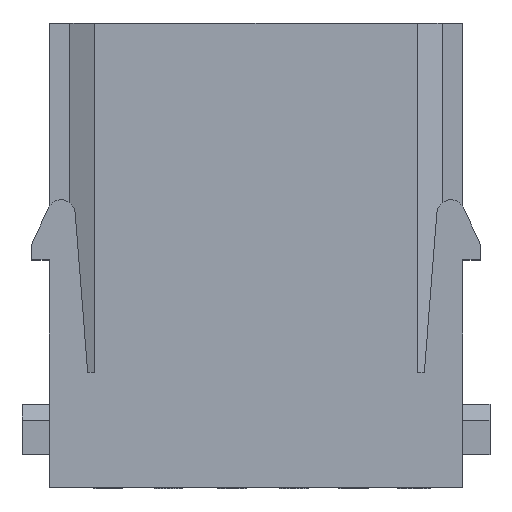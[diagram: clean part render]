
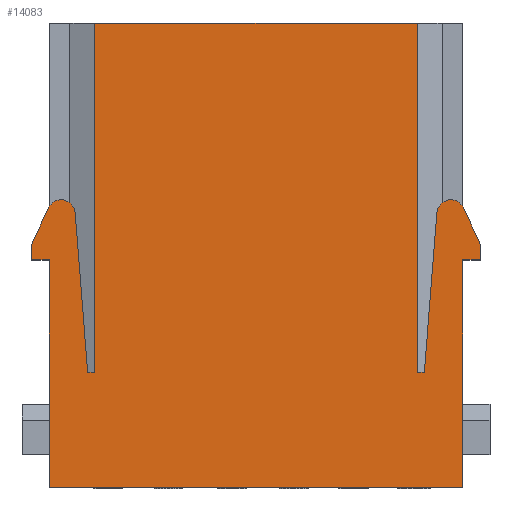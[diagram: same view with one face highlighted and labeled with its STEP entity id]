
A CAD part, top view. The second image highlights one B-rep face of the part: STEP entity #14083.
In plain terms, the highlighted planar face has unit normal (0, 0, 1).
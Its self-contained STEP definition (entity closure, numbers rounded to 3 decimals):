
#3047=DIRECTION('',(-1.,0.,0.));
#3048=VECTOR('',#3047,23.6);
#3049=CARTESIAN_POINT('',(11.8,33.9,7.3));
#3050=LINE('',#3049,#3048);
#3297=DIRECTION('',(0.,-1.,0.));
#3298=VECTOR('',#3297,25.5);
#3299=CARTESIAN_POINT('',(11.8,33.9,7.3));
#3300=LINE('',#3299,#3298);
#3301=DIRECTION('',(-1.,0.,0.));
#3302=VECTOR('',#3301,0.5);
#3303=CARTESIAN_POINT('',(12.3,8.4,7.3));
#3304=LINE('',#3303,#3302);
#3305=DIRECTION('',(-0.078,-0.997,0.));
#3306=VECTOR('',#3305,11.696);
#3307=CARTESIAN_POINT('',(13.218,20.06,7.3));
#3308=LINE('',#3307,#3306);
#3309=CARTESIAN_POINT('',(14.235,19.98,7.3));
#3310=DIRECTION('',(0.,0.,-1.));
#3311=DIRECTION('',(-0.997,0.078,0.));
#3312=AXIS2_PLACEMENT_3D('',#3309,#3310,#3311);
#3314=DIRECTION('',(0.423,-0.906,0.));
#3315=VECTOR('',#3314,2.936);
#3316=CARTESIAN_POINT('',(15.159,20.411,7.3));
#3317=LINE('',#3316,#3315);
#3318=DIRECTION('',(0.,-1.,0.));
#3319=VECTOR('',#3318,1.15);
#3320=CARTESIAN_POINT('',(16.4,17.75,7.3));
#3321=LINE('',#3320,#3319);
#3322=DIRECTION('',(-1.,0.,0.));
#3323=VECTOR('',#3322,1.3);
#3324=CARTESIAN_POINT('',(16.4,16.6,7.3));
#3325=LINE('',#3324,#3323);
#3326=DIRECTION('',(0.,1.,0.));
#3327=VECTOR('',#3326,16.6);
#3328=CARTESIAN_POINT('',(15.1,0.,7.3));
#3329=LINE('',#3328,#3327);
#3330=DIRECTION('',(-1.,0.,0.));
#3331=VECTOR('',#3330,30.2);
#3332=CARTESIAN_POINT('',(15.1,0.,7.3));
#3333=LINE('',#3332,#3331);
#3334=DIRECTION('',(0.,1.,0.));
#3335=VECTOR('',#3334,16.6);
#3336=CARTESIAN_POINT('',(-15.1,0.,7.3));
#3337=LINE('',#3336,#3335);
#3338=DIRECTION('',(1.,0.,0.));
#3339=VECTOR('',#3338,1.3);
#3340=CARTESIAN_POINT('',(-16.4,16.6,7.3));
#3341=LINE('',#3340,#3339);
#3342=DIRECTION('',(0.,-1.,0.));
#3343=VECTOR('',#3342,1.15);
#3344=CARTESIAN_POINT('',(-16.4,17.75,7.3));
#3345=LINE('',#3344,#3343);
#3346=DIRECTION('',(-0.423,-0.906,0.));
#3347=VECTOR('',#3346,2.936);
#3348=CARTESIAN_POINT('',(-15.159,20.411,7.3));
#3349=LINE('',#3348,#3347);
#3350=CARTESIAN_POINT('',(-14.235,19.98,7.3));
#3351=DIRECTION('',(0.,0.,1.));
#3352=DIRECTION('',(0.997,0.078,0.));
#3353=AXIS2_PLACEMENT_3D('',#3350,#3351,#3352);
#3355=DIRECTION('',(0.078,-0.997,0.));
#3356=VECTOR('',#3355,11.696);
#3357=CARTESIAN_POINT('',(-13.218,20.06,7.3));
#3358=LINE('',#3357,#3356);
#3359=DIRECTION('',(1.,0.,0.));
#3360=VECTOR('',#3359,0.5);
#3361=CARTESIAN_POINT('',(-12.3,8.4,7.3));
#3362=LINE('',#3361,#3360);
#3363=DIRECTION('',(0.,-1.,0.));
#3364=VECTOR('',#3363,25.5);
#3365=CARTESIAN_POINT('',(-11.8,33.9,7.3));
#3366=LINE('',#3365,#3364);
#9470=CARTESIAN_POINT('',(-16.4,17.75,7.3));
#9471=CARTESIAN_POINT('',(-16.4,16.6,7.3));
#9472=VERTEX_POINT('',#9470);
#9473=VERTEX_POINT('',#9471);
#9474=CARTESIAN_POINT('',(-15.1,0.,7.3));
#9475=CARTESIAN_POINT('',(-15.1,16.6,7.3));
#9476=VERTEX_POINT('',#9474);
#9477=VERTEX_POINT('',#9475);
#9478=CARTESIAN_POINT('',(-12.3,8.4,7.3));
#9479=CARTESIAN_POINT('',(-11.8,8.4,7.3));
#9480=VERTEX_POINT('',#9478);
#9481=VERTEX_POINT('',#9479);
#9482=CARTESIAN_POINT('',(-13.218,20.06,7.3));
#9483=CARTESIAN_POINT('',(-15.159,20.411,7.3));
#9484=VERTEX_POINT('',#9482);
#9485=VERTEX_POINT('',#9483);
#9488=CARTESIAN_POINT('',(-11.8,33.9,7.3));
#9489=VERTEX_POINT('',#9488);
#9506=CARTESIAN_POINT('',(16.4,17.75,7.3));
#9507=CARTESIAN_POINT('',(16.4,16.6,7.3));
#9508=VERTEX_POINT('',#9506);
#9509=VERTEX_POINT('',#9507);
#9510=CARTESIAN_POINT('',(15.1,0.,7.3));
#9511=CARTESIAN_POINT('',(15.1,16.6,7.3));
#9512=VERTEX_POINT('',#9510);
#9513=VERTEX_POINT('',#9511);
#9514=CARTESIAN_POINT('',(12.3,8.4,7.3));
#9515=CARTESIAN_POINT('',(11.8,8.4,7.3));
#9516=VERTEX_POINT('',#9514);
#9517=VERTEX_POINT('',#9515);
#9518=CARTESIAN_POINT('',(13.218,20.06,7.3));
#9519=CARTESIAN_POINT('',(15.159,20.411,7.3));
#9520=VERTEX_POINT('',#9518);
#9521=VERTEX_POINT('',#9519);
#9524=CARTESIAN_POINT('',(11.8,33.9,7.3));
#9525=VERTEX_POINT('',#9524);
#14044=CARTESIAN_POINT('',(-15.1,0.,7.3));
#14045=DIRECTION('',(0.,0.,1.));
#14046=DIRECTION('',(1.,0.,0.));
#14047=AXIS2_PLACEMENT_3D('',#14044,#14045,#14046);
#14048=PLANE('',#14047);
#14049=ORIENTED_EDGE('',*,*,#13881,.F.);
#14051=ORIENTED_EDGE('',*,*,#14050,.T.);
#14053=ORIENTED_EDGE('',*,*,#14052,.F.);
#14055=ORIENTED_EDGE('',*,*,#14054,.F.);
#14057=ORIENTED_EDGE('',*,*,#14056,.T.);
#14059=ORIENTED_EDGE('',*,*,#14058,.T.);
#14061=ORIENTED_EDGE('',*,*,#14060,.T.);
#14062=ORIENTED_EDGE('',*,*,#14035,.T.);
#14063=ORIENTED_EDGE('',*,*,#14010,.F.);
#14064=ORIENTED_EDGE('',*,*,#11931,.T.);
#14066=ORIENTED_EDGE('',*,*,#14065,.T.);
#14068=ORIENTED_EDGE('',*,*,#14067,.F.);
#14070=ORIENTED_EDGE('',*,*,#14069,.F.);
#14072=ORIENTED_EDGE('',*,*,#14071,.F.);
#14074=ORIENTED_EDGE('',*,*,#14073,.F.);
#14076=ORIENTED_EDGE('',*,*,#14075,.T.);
#14078=ORIENTED_EDGE('',*,*,#14077,.T.);
#14080=ORIENTED_EDGE('',*,*,#14079,.F.);
#14081=EDGE_LOOP('',(#14049,#14051,#14053,#14055,#14057,#14059,#14061,#14062,
#14063,#14064,#14066,#14068,#14070,#14072,#14074,#14076,#14078,#14080));
#14082=FACE_OUTER_BOUND('',#14081,.F.);
#14083=ADVANCED_FACE('',(#14082),#14048,.T.);
#3313=CIRCLE('',#3312,1.02);
#3354=CIRCLE('',#3353,1.02);
#11931=EDGE_CURVE('',#9512,#9476,#3333,.T.);
#13881=EDGE_CURVE('',#9525,#9489,#3050,.T.);
#14010=EDGE_CURVE('',#9512,#9513,#3329,.T.);
#14035=EDGE_CURVE('',#9509,#9513,#3325,.T.);
#14050=EDGE_CURVE('',#9525,#9517,#3300,.T.);
#14052=EDGE_CURVE('',#9516,#9517,#3304,.T.);
#14054=EDGE_CURVE('',#9520,#9516,#3308,.T.);
#14056=EDGE_CURVE('',#9520,#9521,#3313,.T.);
#14058=EDGE_CURVE('',#9521,#9508,#3317,.T.);
#14060=EDGE_CURVE('',#9508,#9509,#3321,.T.);
#14065=EDGE_CURVE('',#9476,#9477,#3337,.T.);
#14067=EDGE_CURVE('',#9473,#9477,#3341,.T.);
#14069=EDGE_CURVE('',#9472,#9473,#3345,.T.);
#14071=EDGE_CURVE('',#9485,#9472,#3349,.T.);
#14073=EDGE_CURVE('',#9484,#9485,#3354,.T.);
#14075=EDGE_CURVE('',#9484,#9480,#3358,.T.);
#14077=EDGE_CURVE('',#9480,#9481,#3362,.T.);
#14079=EDGE_CURVE('',#9489,#9481,#3366,.T.);
